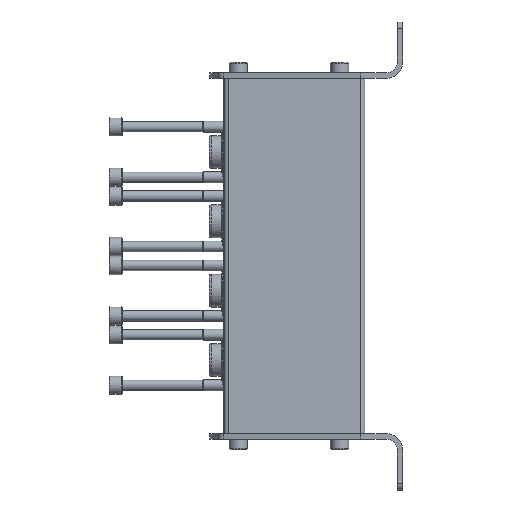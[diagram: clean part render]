
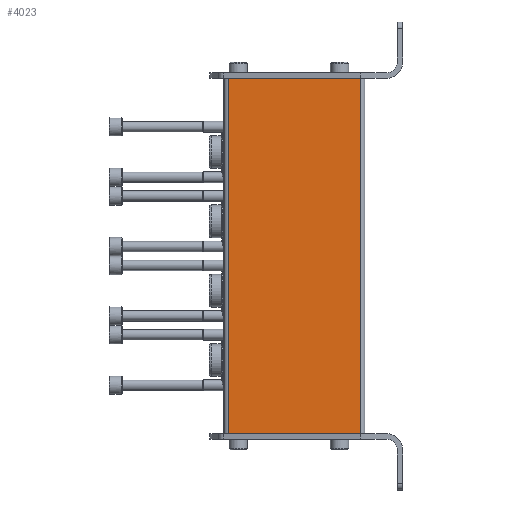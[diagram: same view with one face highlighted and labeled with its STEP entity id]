
A CAD part, left-side view. The second image highlights one B-rep face of the part: STEP entity #4023.
In plain terms, the highlighted planar face has unit normal (-1, 0, 0).
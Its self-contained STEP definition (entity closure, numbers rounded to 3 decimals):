
#214=LINE('',#6352,#452);
#215=LINE('',#6355,#453);
#216=LINE('',#6357,#454);
#217=LINE('',#6359,#455);
#452=VECTOR('',#4927,1000.);
#453=VECTOR('',#4928,1000.);
#454=VECTOR('',#4929,1000.);
#455=VECTOR('',#4930,1000.);
#690=PLANE('',#4366);
#1068=ORIENTED_EDGE('',*,*,#2122,.F.);
#1069=ORIENTED_EDGE('',*,*,#2123,.F.);
#1070=ORIENTED_EDGE('',*,*,#2124,.T.);
#1071=ORIENTED_EDGE('',*,*,#2125,.T.);
#2122=EDGE_CURVE('',#2649,#2650,#214,.T.);
#2123=EDGE_CURVE('',#2651,#2649,#215,.T.);
#2124=EDGE_CURVE('',#2651,#2652,#216,.T.);
#2125=EDGE_CURVE('',#2652,#2650,#217,.T.);
#2649=VERTEX_POINT('',#6353);
#2650=VERTEX_POINT('',#6354);
#2651=VERTEX_POINT('',#6356);
#2652=VERTEX_POINT('',#6358);
#3082=EDGE_LOOP('',(#1068,#1069,#1070,#1071));
#3500=FACE_BOUND('',#3082,.T.);
#4023=ADVANCED_FACE('',(#3500),#690,.T.);
#4366=AXIS2_PLACEMENT_3D('',#6351,#4925,#4926);
#4925=DIRECTION('',(-1.,0.,0.));
#4926=DIRECTION('',(0.,0.,1.));
#4927=DIRECTION('',(0.,-1.,0.));
#4928=DIRECTION('',(0.,0.,1.));
#4929=DIRECTION('',(0.,-1.,0.));
#4930=DIRECTION('',(0.,0.,1.));
#6351=CARTESIAN_POINT('',(-17.,28.,-164.));
#6352=CARTESIAN_POINT('',(-17.,28.,0.));
#6353=CARTESIAN_POINT('',(-17.,28.,0.));
#6354=CARTESIAN_POINT('',(-17.,-33.,0.));
#6355=CARTESIAN_POINT('',(-17.,28.,-164.));
#6356=CARTESIAN_POINT('',(-17.,28.,-164.));
#6357=CARTESIAN_POINT('',(-17.,28.,-164.));
#6358=CARTESIAN_POINT('',(-17.,-33.,-164.));
#6359=CARTESIAN_POINT('',(-17.,-33.,-164.));
